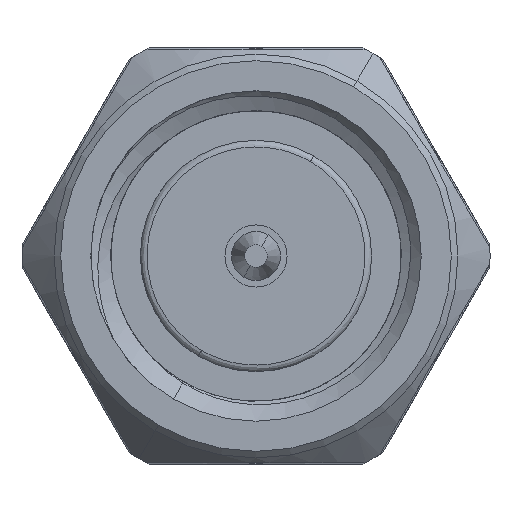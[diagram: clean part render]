
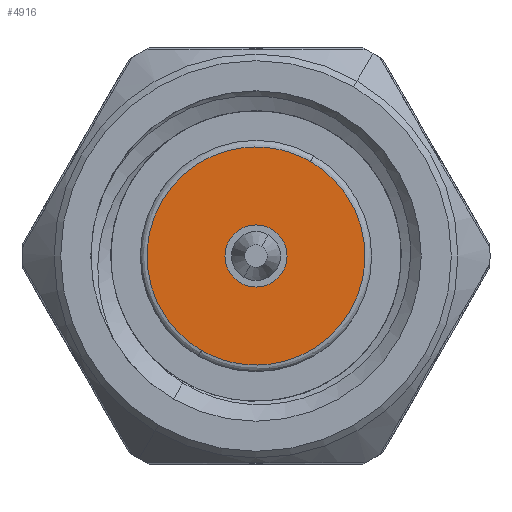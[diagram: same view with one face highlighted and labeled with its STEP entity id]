
A CAD part, left-side view. The second image highlights one B-rep face of the part: STEP entity #4916.
In plain terms, the highlighted planar face has unit normal (-1, 0, 0).
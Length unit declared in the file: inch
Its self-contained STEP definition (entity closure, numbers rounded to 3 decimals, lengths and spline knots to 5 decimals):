
#57 = CARTESIAN_POINT ( 'NONE',  ( 0.11, 0., 0. ) ) ;
#70 = ORIENTED_EDGE ( 'NONE', *, *, #5425, .F. ) ;
#81 = DIRECTION ( 'NONE',  ( 0., 1., 0. ) ) ;
#136 = CIRCLE ( 'NONE', #2043, 0.0235 ) ;
#153 = CARTESIAN_POINT ( 'NONE',  ( 0.11, -0.04125, 0.07145 ) ) ;
#651 = CARTESIAN_POINT ( 'NONE',  ( 0.11, -0.18414, -0.01105 ) ) ;
#839 = CIRCLE ( 'NONE', #4039, 0.0235 ) ;
#1077 = EDGE_CURVE ( 'NONE', #3880, #2290, #1821, .T. ) ;
#1214 = DIRECTION ( 'NONE',  ( 0., 0.5, -0.866 ) ) ;
#1236 = DIRECTION ( 'NONE',  ( 0., 0.5, -0.866 ) ) ;
#1256 = EDGE_CURVE ( 'NONE', #2383, #5519, #839, .T. ) ;
#1448 = PLANE ( 'NONE',  #2161 ) ;
#1821 =( BOUNDED_CURVE ( )  B_SPLINE_CURVE ( 3, ( #153, #651, #5412, #2405 ),
 .UNSPECIFIED., .F., .F. ) 
 B_SPLINE_CURVE_WITH_KNOTS ( ( 4, 4 ),
 ( 0., 1. ),
 .UNSPECIFIED. ) 
 CURVE ( )  GEOMETRIC_REPRESENTATION_ITEM ( )  RATIONAL_B_SPLINE_CURVE ( ( 1., 0.333, 0.333, 1. ) ) 
 REPRESENTATION_ITEM ( '' )  );
#2043 = AXIS2_PLACEMENT_3D ( 'NONE', #2074, #4793, #1214 ) ;
#2049 = CARTESIAN_POINT ( 'NONE',  ( 0.11, -0.01175, 0.02035 ) ) ;
#2074 = CARTESIAN_POINT ( 'NONE',  ( 0.11, 0., 0. ) ) ;
#2157 = EDGE_CURVE ( 'NONE', #2290, #3880, #5374, .T. ) ;
#2161 = AXIS2_PLACEMENT_3D ( 'NONE', #57, #5292, #81 ) ;
#2286 = EDGE_LOOP ( 'NONE', ( #70, #5506 ) ) ;
#2290 = VERTEX_POINT ( 'NONE', #5490 ) ;
#2374 = EDGE_LOOP ( 'NONE', ( #2751, #4207 ) ) ;
#2383 = VERTEX_POINT ( 'NONE', #2049 ) ;
#2405 = CARTESIAN_POINT ( 'NONE',  ( 0.11, 0.04125, -0.07145 ) ) ;
#2525 = DIRECTION ( 'NONE',  ( -1., 0., 0. ) ) ;
#2751 = ORIENTED_EDGE ( 'NONE', *, *, #2157, .F. ) ;
#2767 = FACE_BOUND ( 'NONE', #2286, .T. ) ;
#3518 = CARTESIAN_POINT ( 'NONE',  ( 0.11, -0.04125, 0.07145 ) ) ;
#3880 = VERTEX_POINT ( 'NONE', #4112 ) ;
#4039 = AXIS2_PLACEMENT_3D ( 'NONE', #4763, #2525, #1236 ) ;
#4112 = CARTESIAN_POINT ( 'NONE',  ( 0.11, -0.04125, 0.07145 ) ) ;
#4207 = ORIENTED_EDGE ( 'NONE', *, *, #1077, .F. ) ;
#4747 = CARTESIAN_POINT ( 'NONE',  ( 0.11, 0.01175, -0.02035 ) ) ;
#4763 = CARTESIAN_POINT ( 'NONE',  ( 0.11, 0., 0. ) ) ;
#4793 = DIRECTION ( 'NONE',  ( -1., 0., 0. ) ) ;
#4836 = CARTESIAN_POINT ( 'NONE',  ( 0.11, 0.18414, 0.01105 ) ) ;
#4858 = FACE_OUTER_BOUND ( 'NONE', #2374, .T. ) ;
#4916 = ADVANCED_FACE ( 'NONE', ( #2767, #4858 ), #1448, .F. ) ;
#5242 = CARTESIAN_POINT ( 'NONE',  ( 0.11, 0.04125, -0.07145 ) ) ;
#5292 = DIRECTION ( 'NONE',  ( 1., 0., 0. ) ) ;
#5374 =( BOUNDED_CURVE ( )  B_SPLINE_CURVE ( 3, ( #5242, #4836, #5609, #3518 ),
 .UNSPECIFIED., .F., .F. ) 
 B_SPLINE_CURVE_WITH_KNOTS ( ( 4, 4 ),
 ( 0., 1. ),
 .UNSPECIFIED. ) 
 CURVE ( )  GEOMETRIC_REPRESENTATION_ITEM ( )  RATIONAL_B_SPLINE_CURVE ( ( 1., 0.333, 0.333, 1. ) ) 
 REPRESENTATION_ITEM ( '' )  );
#5412 = CARTESIAN_POINT ( 'NONE',  ( 0.11, -0.10164, -0.15395 ) ) ;
#5425 = EDGE_CURVE ( 'NONE', #5519, #2383, #136, .T. ) ;
#5490 = CARTESIAN_POINT ( 'NONE',  ( 0.11, 0.04125, -0.07145 ) ) ;
#5506 = ORIENTED_EDGE ( 'NONE', *, *, #1256, .F. ) ;
#5519 = VERTEX_POINT ( 'NONE', #4747 ) ;
#5609 = CARTESIAN_POINT ( 'NONE',  ( 0.11, 0.10164, 0.15395 ) ) ;
